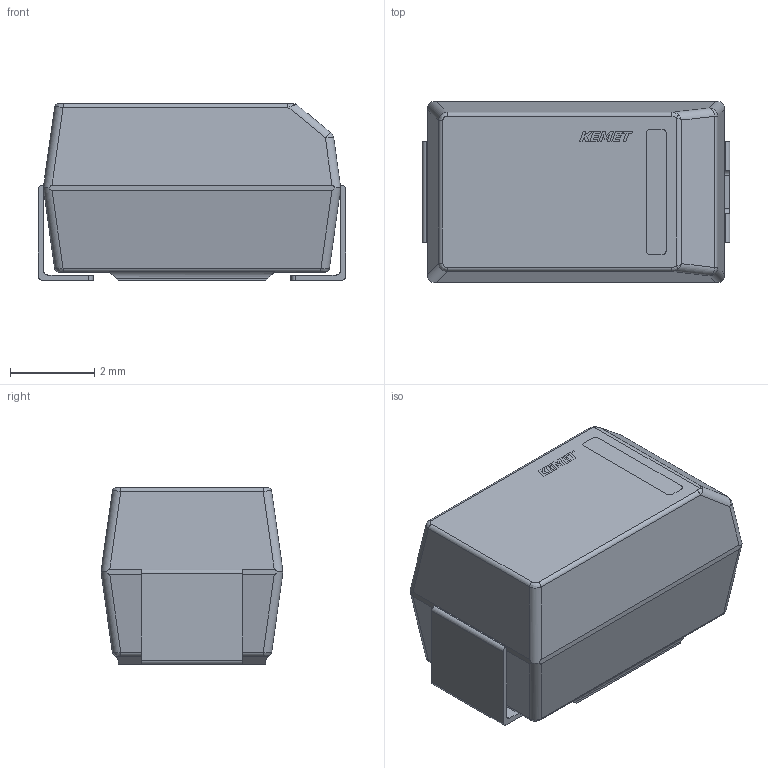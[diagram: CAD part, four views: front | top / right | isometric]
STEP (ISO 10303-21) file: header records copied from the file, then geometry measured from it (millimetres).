
FILE_DESCRIPTION(/* description */ (''),/* implementation_level */ '2;1');
FILE_NAME(/* name */ '1.stp',/* time_stamp */ '2021-04-21T14:10:31+02:00',/* author */ ('Karim'),/* organization */ (''),/* preprocessor_version */ 'ST-DEVELOPER v15.6',/* originating_system */ 'Autodesk Inventor 2015',/* authorisation */ '');
FILE_SCHEMA (('AUTOMOTIVE_DESIGN { 1 0 10303 214 3 1 1 }'));
Products named in the file (5): 1; 2; 3; KEMET
Bounding box: 7.3 x 4.3 x 4.2 mm (x, y, z)
Volume: 112.9 mm3; surface area: 184.4 mm2
Topology: 9 solids, 9 shells, 173 faces, 440 edges, 284 vertices
Faces by surface type: plane 119, cylinder 42, bspline 10, sphere 2
Entity records: 5479 total; most frequent: CARTESIAN_POINT 1116, DIRECTION 894, ORIENTED_EDGE 876, EDGE_CURVE 438, LINE 326, VECTOR 326, VERTEX_POINT 284, AXIS2_PLACEMENT_3D 284
